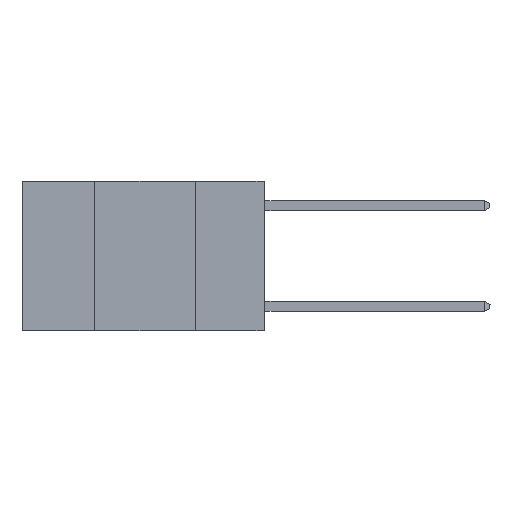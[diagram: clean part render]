
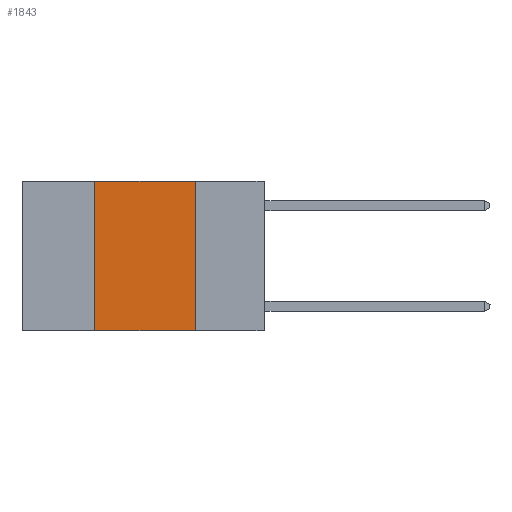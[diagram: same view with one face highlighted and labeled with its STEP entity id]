
A CAD part, left-side view. The second image highlights one B-rep face of the part: STEP entity #1843.
In plain terms, the highlighted planar face has unit normal (-1, 0, 0).
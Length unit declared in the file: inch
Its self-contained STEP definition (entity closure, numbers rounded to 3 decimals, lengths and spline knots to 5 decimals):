
#1453 = CARTESIAN_POINT ( 'NONE',  ( 0., 0.6, 0. ) ) ;
#1824 = DIRECTION ( 'NONE',  ( 0., 0., -1. ) ) ;
#1843 = ADVANCED_FACE ( 'NONE', ( #2301 ), #4809, .F. ) ;
#2250 = EDGE_CURVE ( 'NONE', #17532, #8570, #7778, .T. ) ;
#2301 = FACE_OUTER_BOUND ( 'NONE', #13039, .T. ) ;
#3789 = EDGE_CURVE ( 'NONE', #12199, #21103, #15188, .T. ) ;
#3826 = EDGE_CURVE ( 'NONE', #8570, #12199, #10287, .T. ) ;
#4061 = CARTESIAN_POINT ( 'NONE',  ( 0., 0.17, -0.37 ) ) ;
#4809 = PLANE ( 'NONE',  #11893 ) ;
#6494 = DIRECTION ( 'NONE',  ( 0., 0., -1. ) ) ;
#6568 = CARTESIAN_POINT ( 'NONE',  ( 0., 0.42, -0.37 ) ) ;
#6853 = ORIENTED_EDGE ( 'NONE', *, *, #3826, .F. ) ;
#7378 = ORIENTED_EDGE ( 'NONE', *, *, #2250, .F. ) ;
#7778 = LINE ( 'NONE', #11269, #19905 ) ;
#8570 = VERTEX_POINT ( 'NONE', #18576 ) ;
#8954 = EDGE_CURVE ( 'NONE', #17532, #21103, #18460, .T. ) ;
#9683 = VECTOR ( 'NONE', #12915, 39.37008 ) ;
#10287 = LINE ( 'NONE', #15164, #14147 ) ;
#10332 = CARTESIAN_POINT ( 'NONE',  ( 0., 0.17, 0. ) ) ;
#11269 = CARTESIAN_POINT ( 'NONE',  ( 0., 0.42, 0. ) ) ;
#11276 = CARTESIAN_POINT ( 'NONE',  ( 0., 0.6, -0.37 ) ) ;
#11893 = AXIS2_PLACEMENT_3D ( 'NONE', #1453, #16399, #6494 ) ;
#12199 = VERTEX_POINT ( 'NONE', #10332 ) ;
#12915 = DIRECTION ( 'NONE',  ( 0., -1., 0. ) ) ;
#13039 = EDGE_LOOP ( 'NONE', ( #15121, #6853, #7378, #21085 ) ) ;
#13498 = DIRECTION ( 'NONE',  ( 0., -1., 0. ) ) ;
#14147 = VECTOR ( 'NONE', #13498, 39.37008 ) ;
#15088 = CARTESIAN_POINT ( 'NONE',  ( 0., 0.17, 0. ) ) ;
#15121 = ORIENTED_EDGE ( 'NONE', *, *, #3789, .F. ) ;
#15164 = CARTESIAN_POINT ( 'NONE',  ( 0., 0.6, 0. ) ) ;
#15188 = LINE ( 'NONE', #15088, #19078 ) ;
#16399 = DIRECTION ( 'NONE',  ( 1., 0., 0. ) ) ;
#17532 = VERTEX_POINT ( 'NONE', #6568 ) ;
#17898 = DIRECTION ( 'NONE',  ( 0., 0., 1. ) ) ;
#18460 = LINE ( 'NONE', #11276, #9683 ) ;
#18576 = CARTESIAN_POINT ( 'NONE',  ( 0., 0.42, 0. ) ) ;
#19078 = VECTOR ( 'NONE', #1824, 39.37008 ) ;
#19905 = VECTOR ( 'NONE', #17898, 39.37008 ) ;
#21085 = ORIENTED_EDGE ( 'NONE', *, *, #8954, .T. ) ;
#21103 = VERTEX_POINT ( 'NONE', #4061 ) ;
